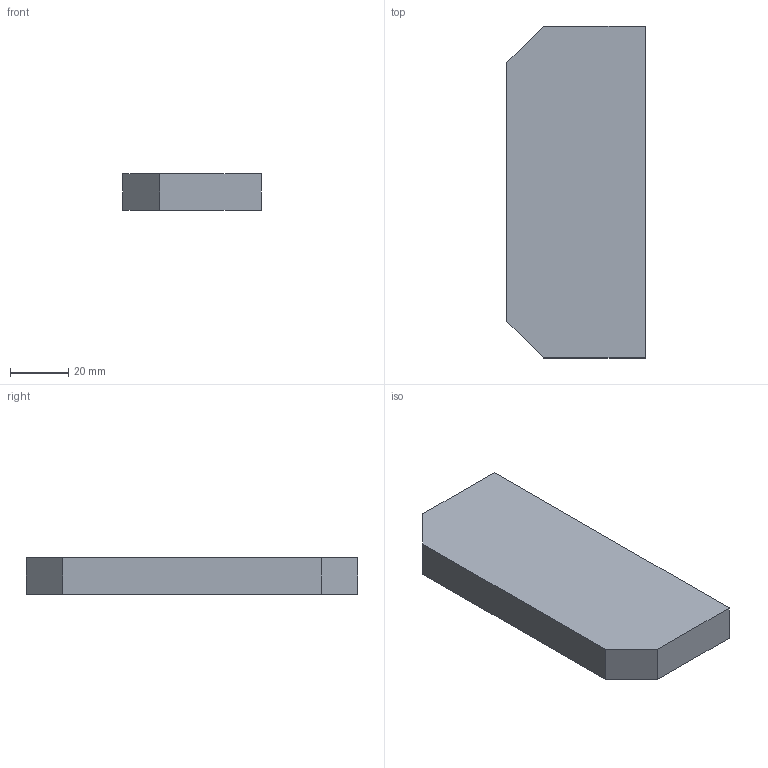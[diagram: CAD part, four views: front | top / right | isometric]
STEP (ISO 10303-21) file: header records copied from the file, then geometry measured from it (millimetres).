
FILE_DESCRIPTION(/* description */ ('Strip B, .50 X 2.0, 60A Durometer, Rubber, Adhesive Backed'),/* implementation_level */ '2;1');
FILE_NAME(/* name */ 'OH3A1-112_Strip B, .50 X 2.0, 60A Durometer, Rubber, Adhesive Backed_-_V5.step',/* time_stamp */ '2023-05-21T11:07:42-05:00',/* author */ (''),/* organization */ (''),/* preprocessor_version */ 'ST-DEVELOPER v19.2',/* originating_system */ 'Autodesk Translation Framework v12.4.0.73',/* authorisation */ '');
FILE_SCHEMA (('AUTOMOTIVE_DESIGN { 1 0 10303 214 3 1 1 }'));
Length unit declared in the file: inch
Products named in the file (1): OH3A1-112
Bounding box: 47.62 x 114.3 x 12.7 mm (x, y, z)
Volume: 67084.5 mm3; surface area: 14488.4 mm2
Topology: 1 solids, 1 shells, 8 faces, 18 edges, 12 vertices
Faces by surface type: plane 8
Entity records: 257 total; most frequent: CARTESIAN_POINT 39, ORIENTED_EDGE 36, DIRECTION 36, LINE 18, VECTOR 18, EDGE_CURVE 18, VERTEX_POINT 12, AXIS2_PLACEMENT_3D 9
